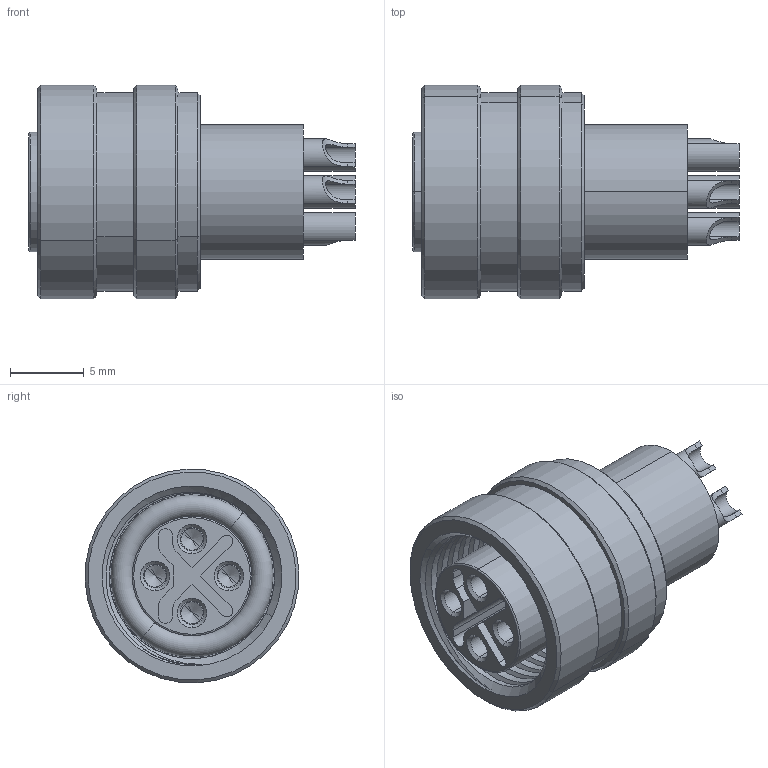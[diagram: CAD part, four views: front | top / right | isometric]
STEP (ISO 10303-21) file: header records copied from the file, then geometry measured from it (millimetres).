
FILE_DESCRIPTION (( 'STEP AP203' ), '1' );
FILE_NAME ('50-01053.STEP', '2025-03-25T00:51:52', ( '' ), ( '' ), 'SwSTEP 2.0', 'SolidWorks 2021', '' );
FILE_SCHEMA (( 'CONFIG_CONTROL_DESIGN' ));
Length unit declared in the file: millimetre
Products named in the file (5): 50-01053-04___; 50-01053-03___; 50-01053; 50-01053-01___; 50-01053-02_step
Assembly tree (7 placements, depth 2):
  50-01053
    50-01053-01___
    50-01053-02_step
    50-01053-03___  x4
    50-01053-04___
Bounding box: 22.1 x 14.48 x 14.48 mm (x, y, z)
Volume: 1660.1 mm3; surface area: 3488.7 mm2
Topology: 7 solids, 7 shells, 249 faces, 603 edges, 369 vertices
Faces by surface type: cylinder 106, plane 81, cone 38, torus 22, bspline 2
Entity records: 6212 total; most frequent: CARTESIAN_POINT 2027, DIRECTION 798, ORIENTED_EDGE 730, EDGE_CURVE 365, AXIS2_PLACEMENT_3D 317, VERTEX_POINT 231, EDGE_LOOP 176, LINE 164
